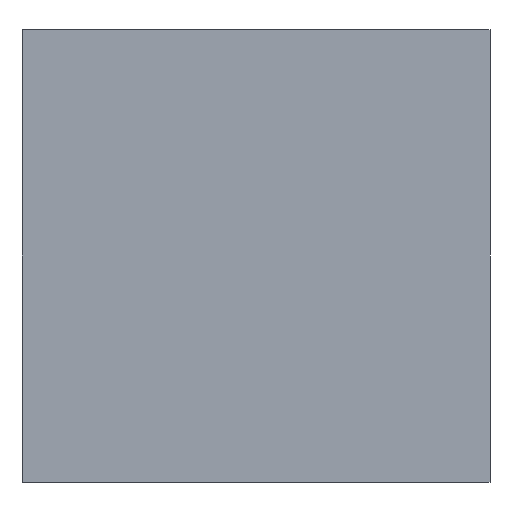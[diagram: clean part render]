
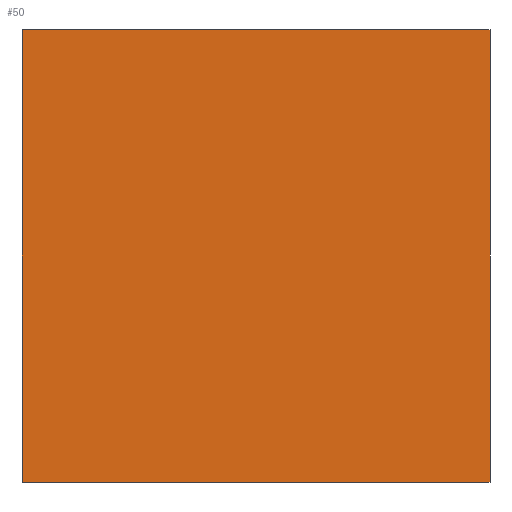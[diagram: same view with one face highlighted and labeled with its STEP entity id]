
A CAD part, front view. The second image highlights one B-rep face of the part: STEP entity #50.
In plain terms, the highlighted planar face has unit normal (0, -1, 0).
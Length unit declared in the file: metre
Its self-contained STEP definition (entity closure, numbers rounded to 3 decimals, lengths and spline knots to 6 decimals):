
#50 = ADVANCED_FACE( '', ( #107 ), #108, .F. );
#107 = FACE_OUTER_BOUND( '', #170, .T. );
#108 = PLANE( '', #171 );
#170 = EDGE_LOOP( '', ( #247, #248, #249, #250 ) );
#171 = AXIS2_PLACEMENT_3D( '', #251, #252, #253 );
#247 = ORIENTED_EDGE( '', *, *, #402, .T. );
#248 = ORIENTED_EDGE( '', *, *, #403, .F. );
#249 = ORIENTED_EDGE( '', *, *, #404, .F. );
#250 = ORIENTED_EDGE( '', *, *, #398, .T. );
#251 = CARTESIAN_POINT( '', ( 0.00775, -0.0175, 0.015 ) );
#252 = DIRECTION( '', ( 0., 1., 0. ) );
#253 = DIRECTION( '', ( -1., 0., 0. ) );
#398 = EDGE_CURVE( '', #476, #474, #477, .T. );
#402 = EDGE_CURVE( '', #474, #482, #483, .T. );
#403 = EDGE_CURVE( '', #484, #482, #485, .T. );
#404 = EDGE_CURVE( '', #476, #484, #486, .T. );
#474 = VERTEX_POINT( '', #583 );
#476 = VERTEX_POINT( '', #586 );
#477 = LINE( '', #587, #588 );
#482 = VERTEX_POINT( '', #595 );
#483 = LINE( '', #596, #597 );
#484 = VERTEX_POINT( '', #598 );
#485 = LINE( '', #599, #600 );
#486 = LINE( '', #601, #602 );
#583 = CARTESIAN_POINT( '', ( 0., -0.0175, 0. ) );
#586 = CARTESIAN_POINT( '', ( 0., -0.0175, 0.015 ) );
#587 = CARTESIAN_POINT( '', ( 0., -0.0175, 0.015 ) );
#588 = VECTOR( '', #704, 1. );
#595 = CARTESIAN_POINT( '', ( 0.0155, -0.0175, 0. ) );
#596 = CARTESIAN_POINT( '', ( 0.00775, -0.0175, 0. ) );
#597 = VECTOR( '', #707, 1. );
#598 = CARTESIAN_POINT( '', ( 0.0155, -0.0175, 0.015 ) );
#599 = CARTESIAN_POINT( '', ( 0.0155, -0.0175, 0.015 ) );
#600 = VECTOR( '', #708, 1. );
#601 = CARTESIAN_POINT( '', ( 0.00775, -0.0175, 0.015 ) );
#602 = VECTOR( '', #709, 1. );
#704 = DIRECTION( '', ( 0., 0., -1. ) );
#707 = DIRECTION( '', ( 1., 0., 0. ) );
#708 = DIRECTION( '', ( 0., 0., -1. ) );
#709 = DIRECTION( '', ( 1., 0., 0. ) );
